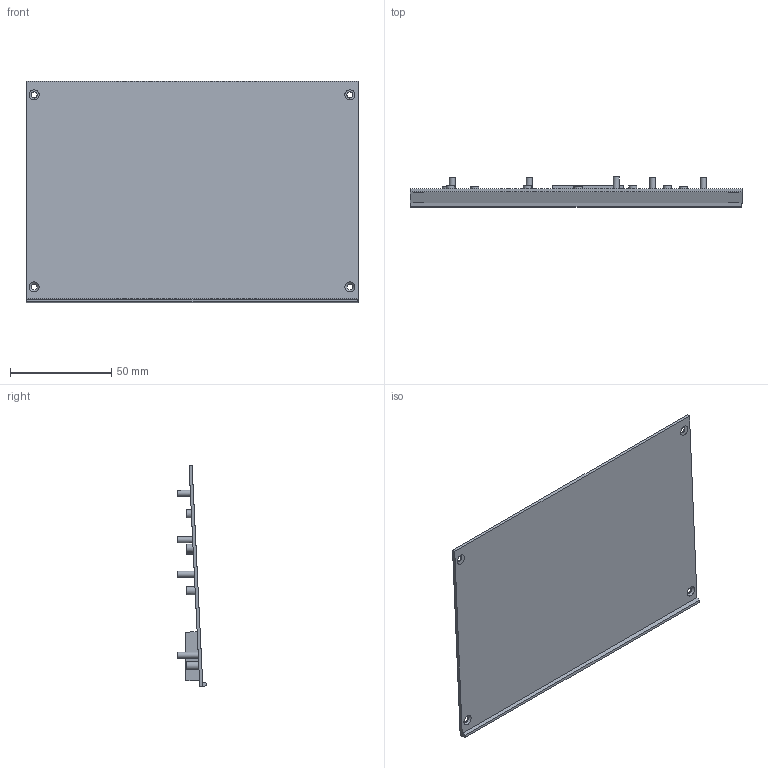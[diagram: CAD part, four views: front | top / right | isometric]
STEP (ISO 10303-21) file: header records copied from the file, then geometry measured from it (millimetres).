
FILE_DESCRIPTION(/* description */ (''),/* implementation_level */ '2;1');
FILE_NAME(/* name */ 'Bottom Cover Left.step',/* time_stamp */ '2026-01-26T08:43:17Z',/* author */ (''),/* organization */ (''),/* preprocessor_version */ 'ST-DEVELOPER v20.1',/* originating_system */ 'Autodesk Translation Framework v14.21.0.0',/* authorisation */ '');
FILE_SCHEMA (('AUTOMOTIVE_DESIGN { 1 0 10303 214 3 1 1 }'));
Length unit declared in the file: millimetre
Products named in the file (1): Bottom Cover Left
Bounding box: 164 x 14.68 x 109.42 mm (x, y, z)
Volume: 28885.2 mm3; surface area: 39568.7 mm2
Topology: 1 solids, 1 shells, 65 faces, 140 edges, 90 vertices
Faces by surface type: plane 43, cylinder 18, cone 4
Full cylindrical faces by diameter (mm): 3 x9, 4 x9
Entity records: 1807 total; most frequent: DIRECTION 312, CARTESIAN_POINT 296, ORIENTED_EDGE 280, EDGE_CURVE 140, AXIS2_PLACEMENT_3D 106, LINE 100, VECTOR 100, VERTEX_POINT 90
